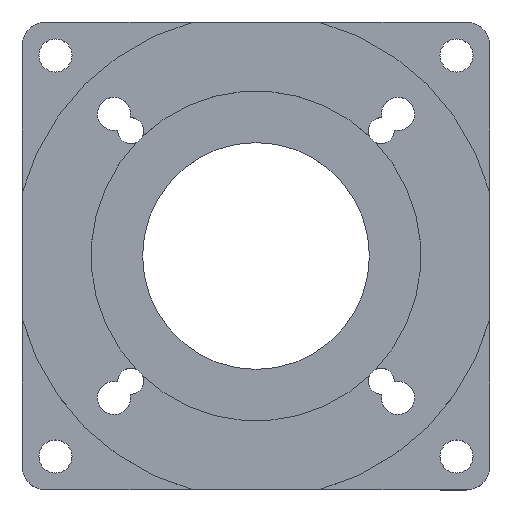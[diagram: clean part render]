
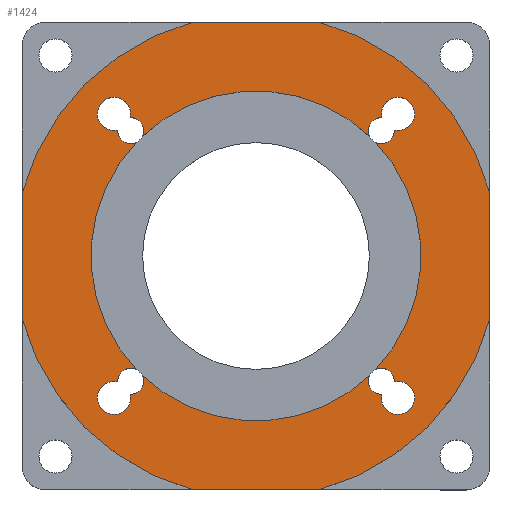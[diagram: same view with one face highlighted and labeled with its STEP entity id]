
A CAD part, top view. The second image highlights one B-rep face of the part: STEP entity #1424.
In plain terms, the highlighted planar face has unit normal (0, 0, 1).
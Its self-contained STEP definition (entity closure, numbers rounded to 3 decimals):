
#96=LINE('',#2415,#192);
#102=LINE('',#2429,#198);
#108=LINE('',#2443,#204);
#114=LINE('',#2457,#210);
#192=VECTOR('',#1915,1000.);
#198=VECTOR('',#1929,1000.);
#204=VECTOR('',#1943,1000.);
#210=VECTOR('',#1957,1000.);
#500=ORIENTED_EDGE('',*,*,#825,.T.);
#501=ORIENTED_EDGE('',*,*,#833,.T.);
#502=ORIENTED_EDGE('',*,*,#821,.T.);
#503=ORIENTED_EDGE('',*,*,#857,.T.);
#504=ORIENTED_EDGE('',*,*,#817,.T.);
#505=ORIENTED_EDGE('',*,*,#849,.T.);
#506=ORIENTED_EDGE('',*,*,#813,.T.);
#507=ORIENTED_EDGE('',*,*,#841,.T.);
#508=ORIENTED_EDGE('',*,*,#732,.F.);
#509=ORIENTED_EDGE('',*,*,#863,.T.);
#510=ORIENTED_EDGE('',*,*,#720,.F.);
#511=ORIENTED_EDGE('',*,*,#864,.F.);
#512=ORIENTED_EDGE('',*,*,#716,.F.);
#513=ORIENTED_EDGE('',*,*,#865,.T.);
#514=ORIENTED_EDGE('',*,*,#744,.F.);
#515=ORIENTED_EDGE('',*,*,#866,.F.);
#516=ORIENTED_EDGE('',*,*,#740,.F.);
#517=ORIENTED_EDGE('',*,*,#867,.T.);
#518=ORIENTED_EDGE('',*,*,#728,.F.);
#519=ORIENTED_EDGE('',*,*,#868,.F.);
#520=ORIENTED_EDGE('',*,*,#724,.F.);
#521=ORIENTED_EDGE('',*,*,#869,.T.);
#522=ORIENTED_EDGE('',*,*,#736,.F.);
#523=ORIENTED_EDGE('',*,*,#870,.F.);
#716=EDGE_CURVE('',#929,#931,#1075,.T.);
#720=EDGE_CURVE('',#934,#935,#1077,.T.);
#724=EDGE_CURVE('',#937,#939,#1079,.T.);
#728=EDGE_CURVE('',#942,#943,#1081,.T.);
#732=EDGE_CURVE('',#945,#947,#1083,.T.);
#736=EDGE_CURVE('',#950,#951,#1085,.T.);
#740=EDGE_CURVE('',#953,#955,#1087,.T.);
#744=EDGE_CURVE('',#958,#959,#1089,.T.);
#813=EDGE_CURVE('',#1005,#1004,#1115,.T.);
#817=EDGE_CURVE('',#1009,#1008,#1117,.T.);
#821=EDGE_CURVE('',#1013,#1012,#1119,.T.);
#825=EDGE_CURVE('',#1017,#1016,#1121,.T.);
#833=EDGE_CURVE('',#1016,#1013,#96,.T.);
#841=EDGE_CURVE('',#1004,#1017,#102,.T.);
#849=EDGE_CURVE('',#1008,#1005,#108,.T.);
#857=EDGE_CURVE('',#1012,#1009,#114,.T.);
#863=EDGE_CURVE('',#945,#935,#1134,.T.);
#864=EDGE_CURVE('',#931,#934,#1135,.T.);
#865=EDGE_CURVE('',#929,#959,#1136,.T.);
#866=EDGE_CURVE('',#955,#958,#1137,.T.);
#867=EDGE_CURVE('',#953,#943,#1138,.T.);
#868=EDGE_CURVE('',#939,#942,#1139,.T.);
#869=EDGE_CURVE('',#937,#951,#1140,.T.);
#870=EDGE_CURVE('',#947,#950,#1141,.T.);
#929=VERTEX_POINT('',#2162);
#931=VERTEX_POINT('',#2165);
#934=VERTEX_POINT('',#2171);
#935=VERTEX_POINT('',#2173);
#937=VERTEX_POINT('',#2179);
#939=VERTEX_POINT('',#2182);
#942=VERTEX_POINT('',#2188);
#943=VERTEX_POINT('',#2190);
#945=VERTEX_POINT('',#2196);
#947=VERTEX_POINT('',#2199);
#950=VERTEX_POINT('',#2205);
#951=VERTEX_POINT('',#2207);
#953=VERTEX_POINT('',#2213);
#955=VERTEX_POINT('',#2216);
#958=VERTEX_POINT('',#2222);
#959=VERTEX_POINT('',#2224);
#1004=VERTEX_POINT('',#2371);
#1005=VERTEX_POINT('',#2373);
#1008=VERTEX_POINT('',#2380);
#1009=VERTEX_POINT('',#2382);
#1012=VERTEX_POINT('',#2389);
#1013=VERTEX_POINT('',#2391);
#1016=VERTEX_POINT('',#2398);
#1017=VERTEX_POINT('',#2400);
#1075=CIRCLE('',#1492,2.75);
#1077=CIRCLE('',#1494,2.75);
#1079=CIRCLE('',#1497,2.75);
#1081=CIRCLE('',#1499,2.75);
#1083=CIRCLE('',#1502,2.75);
#1085=CIRCLE('',#1504,2.75);
#1087=CIRCLE('',#1507,2.75);
#1089=CIRCLE('',#1509,2.75);
#1115=CIRCLE('',#1554,51.25);
#1117=CIRCLE('',#1557,51.25);
#1119=CIRCLE('',#1560,51.25);
#1121=CIRCLE('',#1563,51.25);
#1134=CIRCLE('',#1589,34.9);
#1135=CIRCLE('',#1590,3.5);
#1136=CIRCLE('',#1591,34.9);
#1137=CIRCLE('',#1592,3.5);
#1138=CIRCLE('',#1593,34.9);
#1139=CIRCLE('',#1594,3.5);
#1140=CIRCLE('',#1595,34.9);
#1141=CIRCLE('',#1596,3.5);
#1218=EDGE_LOOP('',(#500,#501,#502,#503,#504,#505,#506,#507));
#1219=EDGE_LOOP('',(#508,#509,#510,#511,#512,#513,#514,#515,#516,#517,#518,
#519,#520,#521,#522,#523));
#1314=FACE_BOUND('',#1218,.T.);
#1315=FACE_BOUND('',#1219,.T.);
#1381=PLANE('',#1588);
#1424=ADVANCED_FACE('',(#1314,#1315),#1381,.T.);
#1492=AXIS2_PLACEMENT_3D('',#2164,#1700,#1701);
#1494=AXIS2_PLACEMENT_3D('',#2172,#1706,#1707);
#1497=AXIS2_PLACEMENT_3D('',#2181,#1714,#1715);
#1499=AXIS2_PLACEMENT_3D('',#2189,#1720,#1721);
#1502=AXIS2_PLACEMENT_3D('',#2198,#1728,#1729);
#1504=AXIS2_PLACEMENT_3D('',#2206,#1734,#1735);
#1507=AXIS2_PLACEMENT_3D('',#2215,#1742,#1743);
#1509=AXIS2_PLACEMENT_3D('',#2223,#1748,#1749);
#1554=AXIS2_PLACEMENT_3D('',#2372,#1876,#1877);
#1557=AXIS2_PLACEMENT_3D('',#2381,#1884,#1885);
#1560=AXIS2_PLACEMENT_3D('',#2390,#1892,#1893);
#1563=AXIS2_PLACEMENT_3D('',#2399,#1900,#1901);
#1588=AXIS2_PLACEMENT_3D('',#2470,#1975,#1976);
#1589=AXIS2_PLACEMENT_3D('',#2471,#1977,#1978);
#1590=AXIS2_PLACEMENT_3D('',#2472,#1979,#1980);
#1591=AXIS2_PLACEMENT_3D('',#2473,#1981,#1982);
#1592=AXIS2_PLACEMENT_3D('',#2474,#1983,#1984);
#1593=AXIS2_PLACEMENT_3D('',#2475,#1985,#1986);
#1594=AXIS2_PLACEMENT_3D('',#2476,#1987,#1988);
#1595=AXIS2_PLACEMENT_3D('',#2477,#1989,#1990);
#1596=AXIS2_PLACEMENT_3D('',#2478,#1991,#1992);
#1700=DIRECTION('',(0.,0.,1.));
#1701=DIRECTION('',(1.,0.,0.));
#1706=DIRECTION('',(0.,0.,1.));
#1707=DIRECTION('',(1.,0.,0.));
#1714=DIRECTION('',(0.,0.,1.));
#1715=DIRECTION('',(1.,0.,0.));
#1720=DIRECTION('',(0.,0.,1.));
#1721=DIRECTION('',(1.,0.,0.));
#1728=DIRECTION('',(0.,0.,1.));
#1729=DIRECTION('',(1.,0.,0.));
#1734=DIRECTION('',(0.,0.,1.));
#1735=DIRECTION('',(1.,0.,0.));
#1742=DIRECTION('',(0.,0.,1.));
#1743=DIRECTION('',(1.,0.,0.));
#1748=DIRECTION('',(0.,0.,1.));
#1749=DIRECTION('',(1.,0.,0.));
#1876=DIRECTION('',(0.,0.,1.));
#1877=DIRECTION('',(1.,0.,0.));
#1884=DIRECTION('',(0.,0.,1.));
#1885=DIRECTION('',(1.,0.,0.));
#1892=DIRECTION('',(0.,0.,1.));
#1893=DIRECTION('',(1.,0.,0.));
#1900=DIRECTION('',(0.,0.,1.));
#1901=DIRECTION('',(1.,0.,0.));
#1915=DIRECTION('',(-1.,0.,0.));
#1929=DIRECTION('',(0.,1.,0.));
#1943=DIRECTION('',(1.,0.,0.));
#1957=DIRECTION('',(0.,-1.,0.));
#1975=DIRECTION('',(0.,0.,1.));
#1976=DIRECTION('',(1.,0.,0.));
#1977=DIRECTION('',(0.,0.,-1.));
#1978=DIRECTION('',(1.,0.,0.));
#1979=DIRECTION('',(0.,0.,1.));
#1980=DIRECTION('',(1.,0.,0.));
#1981=DIRECTION('',(0.,0.,-1.));
#1982=DIRECTION('',(1.,0.,0.));
#1983=DIRECTION('',(0.,0.,1.));
#1984=DIRECTION('',(1.,0.,0.));
#1985=DIRECTION('',(0.,0.,-1.));
#1986=DIRECTION('',(1.,0.,0.));
#1987=DIRECTION('',(0.,0.,1.));
#1988=DIRECTION('',(1.,0.,0.));
#1989=DIRECTION('',(0.,0.,-1.));
#1990=DIRECTION('',(1.,0.,0.));
#1991=DIRECTION('',(0.,0.,1.));
#1992=DIRECTION('',(1.,0.,0.));
#2162=CARTESIAN_POINT('',(-25.282,-24.059,12.5));
#2164=CARTESIAN_POINT('',(-26.517,-26.517,12.5));
#2165=CARTESIAN_POINT('',(-29.264,-26.642,12.5));
#2171=CARTESIAN_POINT('',(-26.642,-29.264,12.5));
#2172=CARTESIAN_POINT('',(-26.517,-26.517,12.5));
#2173=CARTESIAN_POINT('',(-24.059,-25.282,12.5));
#2179=CARTESIAN_POINT('',(25.282,24.059,12.5));
#2181=CARTESIAN_POINT('',(26.517,26.517,12.5));
#2182=CARTESIAN_POINT('',(29.264,26.642,12.5));
#2188=CARTESIAN_POINT('',(26.642,29.264,12.5));
#2189=CARTESIAN_POINT('',(26.517,26.517,12.5));
#2190=CARTESIAN_POINT('',(24.059,25.282,12.5));
#2196=CARTESIAN_POINT('',(24.059,-25.282,12.5));
#2198=CARTESIAN_POINT('',(26.517,-26.517,12.5));
#2199=CARTESIAN_POINT('',(26.642,-29.264,12.5));
#2205=CARTESIAN_POINT('',(29.264,-26.642,12.5));
#2206=CARTESIAN_POINT('',(26.517,-26.517,12.5));
#2207=CARTESIAN_POINT('',(25.282,-24.059,12.5));
#2213=CARTESIAN_POINT('',(-24.059,25.282,12.5));
#2215=CARTESIAN_POINT('',(-26.517,26.517,12.5));
#2216=CARTESIAN_POINT('',(-26.642,29.264,12.5));
#2222=CARTESIAN_POINT('',(-29.264,26.642,12.5));
#2223=CARTESIAN_POINT('',(-26.517,26.517,12.5));
#2224=CARTESIAN_POINT('',(-25.282,24.059,12.5));
#2371=CARTESIAN_POINT('',(49.5,-13.278,12.5));
#2372=CARTESIAN_POINT('',(0.,0.,12.5));
#2373=CARTESIAN_POINT('',(13.278,-49.5,12.5));
#2380=CARTESIAN_POINT('',(-13.278,-49.5,12.5));
#2381=CARTESIAN_POINT('',(0.,0.,12.5));
#2382=CARTESIAN_POINT('',(-49.5,-13.278,12.5));
#2389=CARTESIAN_POINT('',(-49.5,13.278,12.5));
#2390=CARTESIAN_POINT('',(0.,0.,12.5));
#2391=CARTESIAN_POINT('',(-13.278,49.5,12.5));
#2398=CARTESIAN_POINT('',(13.278,49.5,12.5));
#2399=CARTESIAN_POINT('',(0.,0.,12.5));
#2400=CARTESIAN_POINT('',(49.5,13.278,12.5));
#2415=CARTESIAN_POINT('',(13.278,49.5,12.5));
#2429=CARTESIAN_POINT('',(49.5,-13.278,12.5));
#2443=CARTESIAN_POINT('',(-13.278,-49.5,12.5));
#2457=CARTESIAN_POINT('',(-49.5,13.278,12.5));
#2470=CARTESIAN_POINT('',(0.,0.,12.5));
#2471=CARTESIAN_POINT('',(0.,0.,12.5));
#2472=CARTESIAN_POINT('',(-30.052,-30.052,12.5));
#2473=CARTESIAN_POINT('',(0.,0.,12.5));
#2474=CARTESIAN_POINT('',(-30.052,30.052,12.5));
#2475=CARTESIAN_POINT('',(0.,0.,12.5));
#2476=CARTESIAN_POINT('',(30.052,30.052,12.5));
#2477=CARTESIAN_POINT('',(0.,0.,12.5));
#2478=CARTESIAN_POINT('',(30.052,-30.052,12.5));
